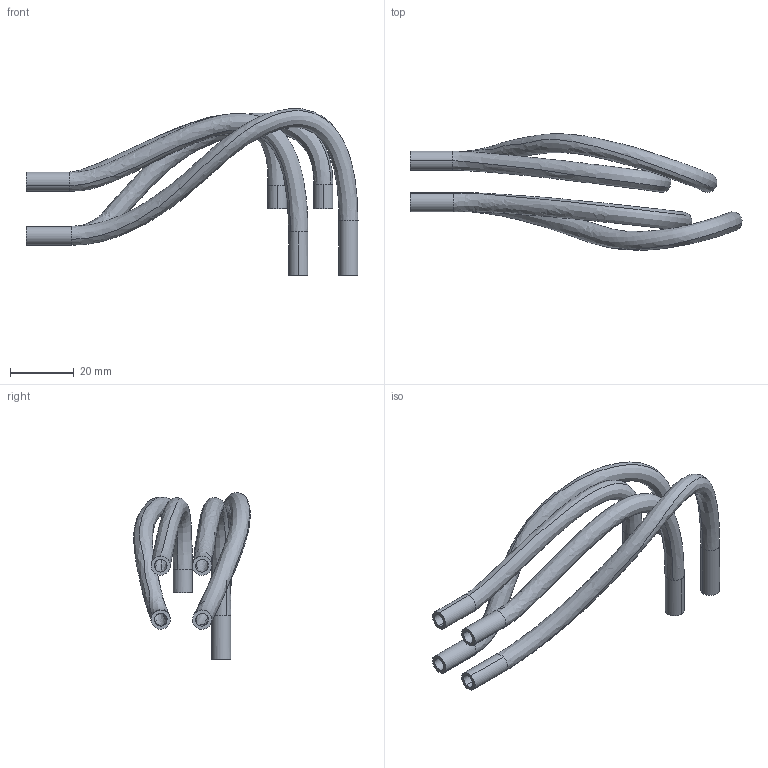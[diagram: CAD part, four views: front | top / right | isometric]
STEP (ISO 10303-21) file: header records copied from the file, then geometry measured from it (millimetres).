
FILE_DESCRIPTION (( 'STEP AP214' ), '1' );
FILE_NAME ('P2411.STEP', '2022-08-18T06:20:58', ( '' ), ( '' ), 'SwSTEP 2.0', 'SolidWorks 2021', '' );
FILE_SCHEMA (( 'AUTOMOTIVE_DESIGN' ));
Length unit declared in the file: millimetre
Products named in the file (1): P2411
Bounding box: 104.55 x 36.74 x 52.57 mm (x, y, z)
Volume: 8103.1 mm3; surface area: 16334.8 mm2
Topology: 4 solids, 4 shells, 56 faces, 128 edges, 80 vertices
Faces by surface type: cylinder 28, bspline 20, plane 8
Entity records: 5093 total; most frequent: CARTESIAN_POINT 3173, DIRECTION 266, ORIENTED_EDGE 256, EDGE_CURVE 128, AXIS2_PLACEMENT_3D 117, VERTEX_POINT 80, CIRCLE 80, EDGE_LOOP 64
